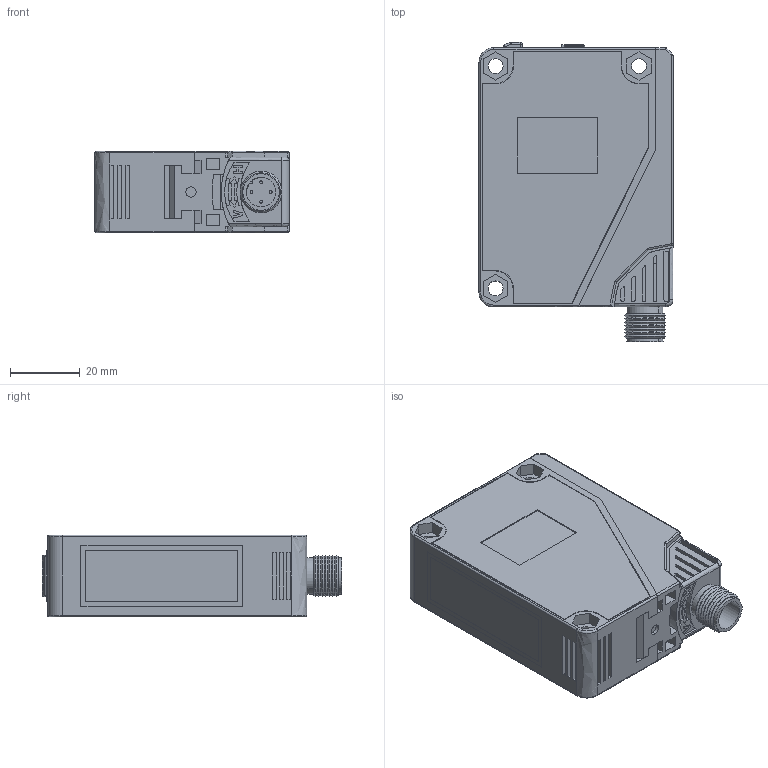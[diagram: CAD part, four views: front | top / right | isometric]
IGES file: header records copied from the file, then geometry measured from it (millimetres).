
Start section: Elysium IGES Interface
Global section: file name:V4_DC_Connector_Type.igs; native system: CoCreate Modeling 16.50A  01-Dec-2009; preprocessor: CoCreate IGES_3D V2.2; author: Unknown; organization: Unknown; date: 20121022.102524; units: millimetre
Bounding box: 55.79 x 85.96 x 23.5 mm (x, y, z)
Volume: 93968.5 mm3; surface area: 18249.6 mm2
Topology: 2 solids, 3 shells, 615 faces, 1573 edges, 1004 vertices
Faces by surface type: bspline 615
